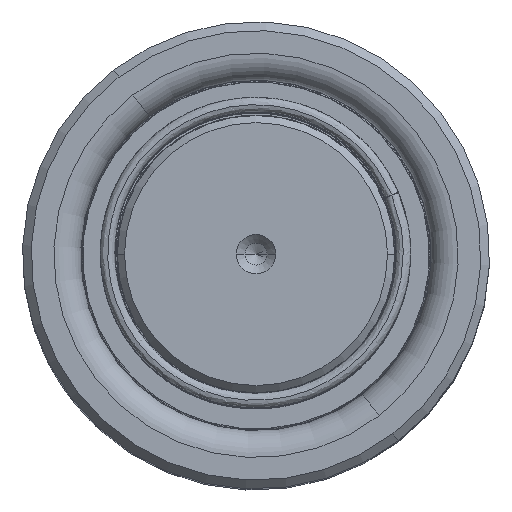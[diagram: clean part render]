
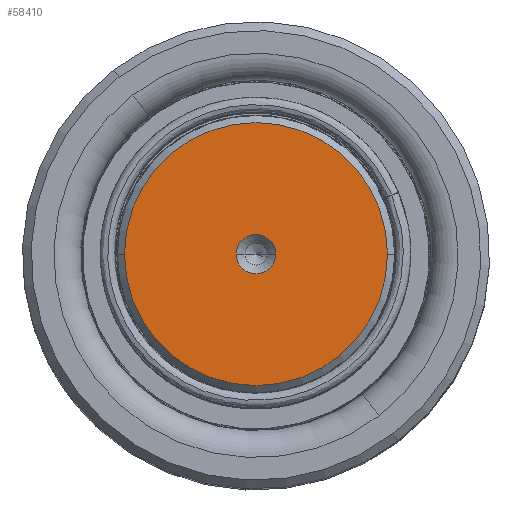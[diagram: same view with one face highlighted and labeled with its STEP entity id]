
A CAD part, top view. The second image highlights one B-rep face of the part: STEP entity #58410.
In plain terms, the highlighted planar face has unit normal (0, 0, 1).
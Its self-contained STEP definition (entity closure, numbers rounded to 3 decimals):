
#1714 = DIRECTION ( 'NONE',  ( 0., 0., 1. ) ) ;
#2031 = VERTEX_POINT ( 'NONE', #12819 ) ;
#2173 = CIRCLE ( 'NONE', #4320, 18.014 ) ;
#4302 = CARTESIAN_POINT ( 'NONE',  ( 0., 0., 200. ) ) ;
#4320 = AXIS2_PLACEMENT_3D ( 'NONE', #52897, #1714, #32396 ) ;
#11476 = AXIS2_PLACEMENT_3D ( 'NONE', #22420, #17540, #22637 ) ;
#11674 = PLANE ( 'NONE',  #20005 ) ;
#12819 = CARTESIAN_POINT ( 'NONE',  ( -2.7, 0., 200. ) ) ;
#13697 = CIRCLE ( 'NONE', #16011, 2.7 ) ;
#16011 = AXIS2_PLACEMENT_3D ( 'NONE', #4302, #59928, #65023 ) ;
#17540 = DIRECTION ( 'NONE',  ( 0., 0., 1. ) ) ;
#18355 = EDGE_CURVE ( 'NONE', #43327, #39814, #2173, .T. ) ;
#19521 = VERTEX_POINT ( 'NONE', #33552 ) ;
#20005 = AXIS2_PLACEMENT_3D ( 'NONE', #31793, #22053, #57532 ) ;
#22053 = DIRECTION ( 'NONE',  ( 0., 0., 1. ) ) ;
#22420 = CARTESIAN_POINT ( 'NONE',  ( 0., 0., 200. ) ) ;
#22637 = DIRECTION ( 'NONE',  ( 1., 0., 0. ) ) ;
#31793 = CARTESIAN_POINT ( 'NONE',  ( 0., 0., 200. ) ) ;
#32396 = DIRECTION ( 'NONE',  ( 1., 0., 0. ) ) ;
#33211 = AXIS2_PLACEMENT_3D ( 'NONE', #33723, #54013, #53790 ) ;
#33552 = CARTESIAN_POINT ( 'NONE',  ( 2.7, 0., 200. ) ) ;
#33723 = CARTESIAN_POINT ( 'NONE',  ( 0., 0., 200. ) ) ;
#35959 = EDGE_CURVE ( 'NONE', #19521, #2031, #55317, .T. ) ;
#39567 = CARTESIAN_POINT ( 'NONE',  ( -18.014, 0., 200. ) ) ;
#39651 = ORIENTED_EDGE ( 'NONE', *, *, #55346, .F. ) ;
#39814 = VERTEX_POINT ( 'NONE', #45017 ) ;
#40699 = CIRCLE ( 'NONE', #33211, 18.014 ) ;
#42677 = EDGE_LOOP ( 'NONE', ( #45381, #47575 ) ) ;
#43327 = VERTEX_POINT ( 'NONE', #39567 ) ;
#45017 = CARTESIAN_POINT ( 'NONE',  ( 18.014, 0., 200. ) ) ;
#45381 = ORIENTED_EDGE ( 'NONE', *, *, #18355, .T. ) ;
#47575 = ORIENTED_EDGE ( 'NONE', *, *, #49330, .T. ) ;
#49330 = EDGE_CURVE ( 'NONE', #39814, #43327, #40699, .T. ) ;
#49512 = FACE_BOUND ( 'NONE', #51037, .T. ) ;
#51037 = EDGE_LOOP ( 'NONE', ( #64161, #39651 ) ) ;
#52897 = CARTESIAN_POINT ( 'NONE',  ( 0., 0., 200. ) ) ;
#53790 = DIRECTION ( 'NONE',  ( 1., 0., 0. ) ) ;
#54013 = DIRECTION ( 'NONE',  ( 0., 0., 1. ) ) ;
#55317 = CIRCLE ( 'NONE', #11476, 2.7 ) ;
#55346 = EDGE_CURVE ( 'NONE', #2031, #19521, #13697, .T. ) ;
#57532 = DIRECTION ( 'NONE',  ( 1., 0., 0. ) ) ;
#58410 = ADVANCED_FACE ( 'NONE', ( #49512, #63763 ), #11674, .T. ) ;
#59928 = DIRECTION ( 'NONE',  ( 0., 0., 1. ) ) ;
#63763 = FACE_OUTER_BOUND ( 'NONE', #42677, .T. ) ;
#64161 = ORIENTED_EDGE ( 'NONE', *, *, #35959, .F. ) ;
#65023 = DIRECTION ( 'NONE',  ( 1., 0., 0. ) ) ;
